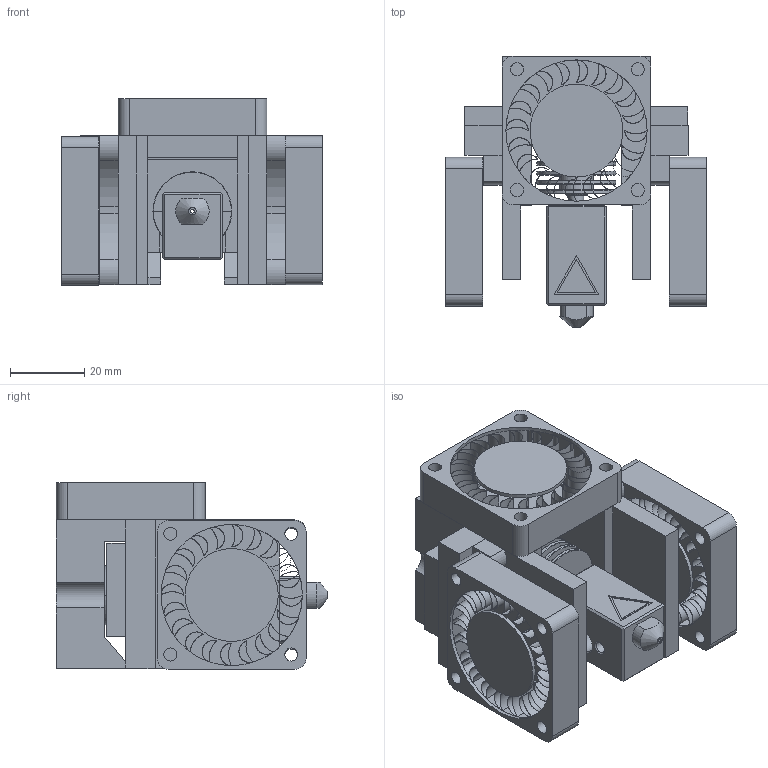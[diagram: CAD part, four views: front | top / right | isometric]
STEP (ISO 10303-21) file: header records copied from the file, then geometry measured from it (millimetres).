
FILE_DESCRIPTION(('FreeCAD Model'),'2;1');
FILE_NAME('toohead_body_new_assembled.step','2016-10-24T15:41:57',('Author' ),(''),'Open CASCADE STEP processor 6.8','FreeCAD','Unknown');
FILE_SCHEMA(('AUTOMOTIVE_DESIGN_CC2 { 1 2 10303 214 -1 1 5 4 }'));
Length unit declared in the file: millimetre
Products named in the file (3): ASSEMBLY; Pocket007; muxedAssembly
Assembly tree (2 placements, depth 2):
  ASSEMBLY
    Pocket007
    muxedAssembly
Bounding box: 70.07 x 73 x 50.22 mm (x, y, z)
Volume: 44057.7 mm3; surface area: 55715.4 mm2
Topology: 1 solids, 10 shells, 558 faces, 1544 edges, 908 vertices
Faces by surface type: cylinder 291, plane 179, cone 82, bspline 4, torus 2
Full cylindrical faces by diameter (mm): 1 x1, 3 x3, 3.1 x1, 3.2 x2, 3.5 x12, 4 x1, 4.4 x8, 4.8 x1, 4.9 x1, 5.8 x3, 6.1 x1, 7.5 x2, 25 x6, 38 x3
Entity records: 45807 total; most frequent: CARTESIAN_POINT 12142, DIRECTION 5610, ORIENTED_EDGE 3088, PCURVE 3088, DEFINITIONAL_REPRESENTATION 3088, LINE 2750, VECTOR 2750, EDGE_CURVE 1544
